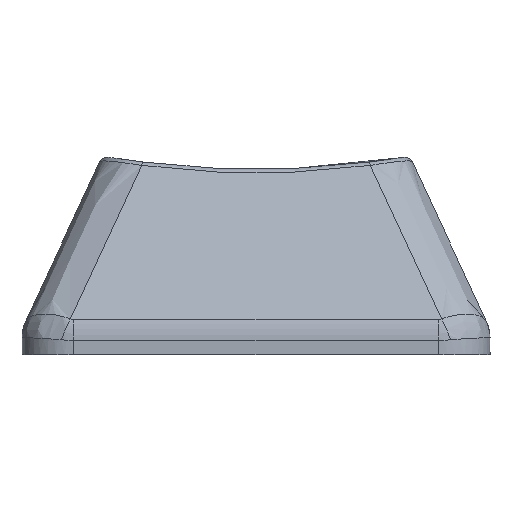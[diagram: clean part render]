
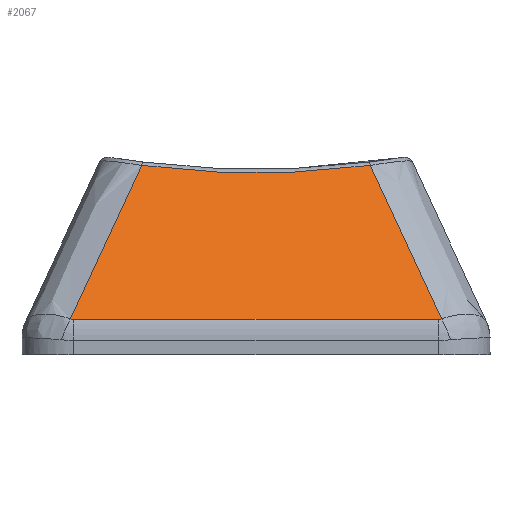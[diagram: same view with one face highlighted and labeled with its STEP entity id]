
A CAD part, front view. The second image highlights one B-rep face of the part: STEP entity #2067.
In plain terms, the highlighted planar face has unit normal (0, -0.839, 0.545).
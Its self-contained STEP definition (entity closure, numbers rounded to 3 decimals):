
#167=PLANE('',#2202);
#277=LINE('',#4625,#388);
#388=VECTOR('',#2505,10.);
#411=ELLIPSE('',#2191,0.918,0.5);
#413=ELLIPSE('',#2196,0.918,0.5);
#514=FACE_OUTER_BOUND('',#641,.T.);
#641=EDGE_LOOP('',(#1840,#1841,#1842,#1843,#1844,#1845));
#801=B_SPLINE_CURVE_WITH_KNOTS('',3,(#4799,#4800,#4801,#4802),
 .UNSPECIFIED.,.F.,.F.,(4,4),(-0.839,-0.077),
 .UNSPECIFIED.);
#803=B_SPLINE_CURVE_WITH_KNOTS('',3,(#4810,#4811,#4812,#4813),
 .UNSPECIFIED.,.F.,.F.,(4,4),(0.077,0.839),
 .UNSPECIFIED.);
#804=B_SPLINE_CURVE_WITH_KNOTS('',3,(#4814,#4815,#4816,#4817),
 .UNSPECIFIED.,.F.,.F.,(4,4),(-0.89,0.),
 .UNSPECIFIED.);
#988=VERTEX_POINT('',#4581);
#992=VERTEX_POINT('',#4615);
#994=VERTEX_POINT('',#4621);
#996=VERTEX_POINT('',#4642);
#1006=VERTEX_POINT('',#4798);
#1007=VERTEX_POINT('',#4809);
#1276=EDGE_CURVE('',#988,#992,#411,.T.);
#1279=EDGE_CURVE('',#992,#994,#277,.T.);
#1282=EDGE_CURVE('',#994,#996,#413,.T.);
#1300=EDGE_CURVE('',#996,#1006,#801,.T.);
#1302=EDGE_CURVE('',#1007,#988,#803,.T.);
#1303=EDGE_CURVE('',#1006,#1007,#804,.T.);
#1840=ORIENTED_EDGE('',*,*,#1282,.F.);
#1841=ORIENTED_EDGE('',*,*,#1279,.F.);
#1842=ORIENTED_EDGE('',*,*,#1276,.F.);
#1843=ORIENTED_EDGE('',*,*,#1302,.F.);
#1844=ORIENTED_EDGE('',*,*,#1303,.F.);
#1845=ORIENTED_EDGE('',*,*,#1300,.F.);
#2067=ADVANCED_FACE('',(#514),#167,.T.);
#2191=AXIS2_PLACEMENT_3D('',#4619,#2498,#2499);
#2196=AXIS2_PLACEMENT_3D('',#4646,#2510,#2511);
#2202=AXIS2_PLACEMENT_3D('',#4808,#2528,#2529);
#2498=DIRECTION('center_axis',(0.,0.839,-0.545));
#2499=DIRECTION('ref_axis',(0.,-0.545,-0.839));
#2505=DIRECTION('',(-1.,0.,0.));
#2510=DIRECTION('center_axis',(0.,0.839,-0.545));
#2511=DIRECTION('ref_axis',(0.,-0.545,-0.839));
#2528=DIRECTION('center_axis',(0.,-0.839,
0.545));
#2529=DIRECTION('ref_axis',(1.,0.,0.));
#4581=CARTESIAN_POINT('',(7.198,-18.349,0.394));
#4615=CARTESIAN_POINT('',(7.081,-18.363,0.373));
#4619=CARTESIAN_POINT('Origin',(7.081,-17.863,1.142));
#4621=CARTESIAN_POINT('',(-7.081,-18.363,0.373));
#4625=CARTESIAN_POINT('',(7.525,-18.363,0.373));
#4642=CARTESIAN_POINT('',(-7.198,-18.349,0.394));
#4646=CARTESIAN_POINT('Origin',(-7.081,-17.863,1.142));
#4798=CARTESIAN_POINT('',(-4.432,-14.484,6.345));
#4799=CARTESIAN_POINT('Ctrl Pts',(-7.198,-18.349,0.394));
#4800=CARTESIAN_POINT('Ctrl Pts',(-6.277,-17.061,2.378));
#4801=CARTESIAN_POINT('Ctrl Pts',(-5.354,-15.772,4.361));
#4802=CARTESIAN_POINT('Ctrl Pts',(-4.432,-14.484,6.345));
#4808=CARTESIAN_POINT('Origin',(5.969,-14.235,6.727));
#4809=CARTESIAN_POINT('',(4.432,-14.484,6.345));
#4810=CARTESIAN_POINT('Ctrl Pts',(4.432,-14.484,6.345));
#4811=CARTESIAN_POINT('Ctrl Pts',(5.354,-15.772,4.361));
#4812=CARTESIAN_POINT('Ctrl Pts',(6.277,-17.061,2.378));
#4813=CARTESIAN_POINT('Ctrl Pts',(7.198,-18.349,0.394));
#4814=CARTESIAN_POINT('Ctrl Pts',(-4.432,-14.484,6.345));
#4815=CARTESIAN_POINT('Ctrl Pts',(-1.501,-14.734,5.96));
#4816=CARTESIAN_POINT('Ctrl Pts',(1.501,-14.734,5.96));
#4817=CARTESIAN_POINT('Ctrl Pts',(4.432,-14.484,6.345));
